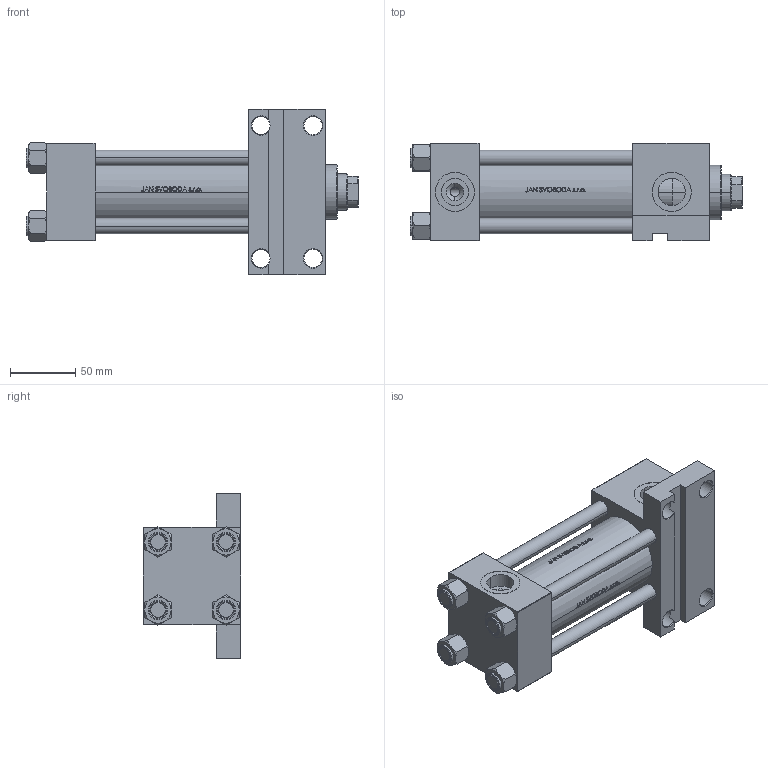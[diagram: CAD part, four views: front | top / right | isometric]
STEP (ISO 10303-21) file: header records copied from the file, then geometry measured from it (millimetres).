
FILE_DESCRIPTION (( 'STEP AP203' ), '1' );
FILE_NAME ('1ad8.STEP', '2023-01-17T16:44:02', ( '' ), ( '' ), 'SwSTEP 2.0', 'SolidWorks 2019', '' );
FILE_SCHEMA (( 'CONFIG_CONTROL_DESIGN' ));
Length unit declared in the file: millimetre
Products named in the file (6): V215CR_F_TYCINKA 187b9d74f5856b0913bd010004acb530; 1ad8; V215CR_F_Body 187b9d74f5856b0913bd010004acb530; NUT_M5_F 187b9d74f5856b0913bd010004acb530; V215_VC_A 187b9d74f5856b0913bd010004acb530; V215CR_VCP_F 187b9d74f5856b0913bd010004acb530
Assembly tree (11 placements, depth 2):
  1ad8
    V215CR_F_Body 187b9d74f5856b0913bd010004acb530
    V215CR_VCP_F 187b9d74f5856b0913bd010004acb530
    V215CR_F_TYCINKA 187b9d74f5856b0913bd010004acb530  x4
    NUT_M5_F 187b9d74f5856b0913bd010004acb530  x4
    V215_VC_A 187b9d74f5856b0913bd010004acb530
Bounding box: 255 x 75 x 127 mm (x, y, z)
Volume: 808236.2 mm3; surface area: 194193.2 mm2
Topology: 11 solids, 11 shells, 1111 faces, 2752 edges, 1779 vertices
Faces by surface type: plane 441, bspline 380, cone 152, cylinder 130, torus 8
Entity records: 47897 total; most frequent: CARTESIAN_POINT 25966, ORIENTED_EDGE 4996, DIRECTION 3156, EDGE_CURVE 2498, VERTEX_POINT 1635, VECTOR 1288, LINE 1288, EDGE_LOOP 1127
